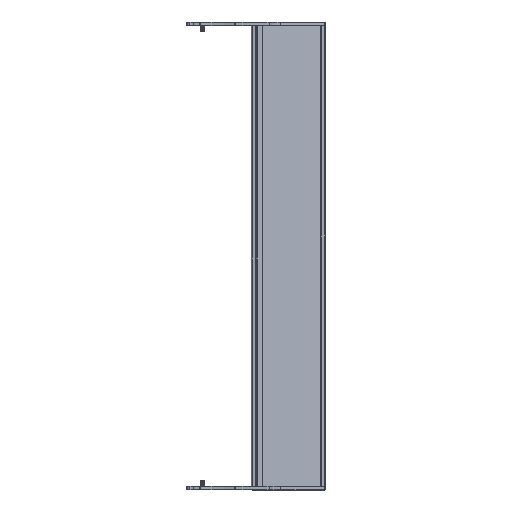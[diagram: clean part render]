
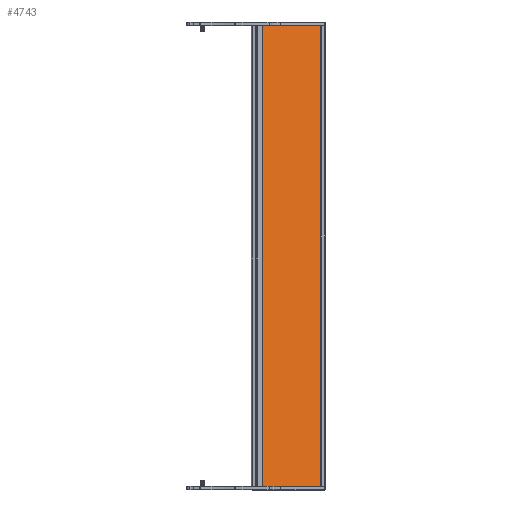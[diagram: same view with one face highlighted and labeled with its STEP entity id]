
A CAD part, top view. The second image highlights one B-rep face of the part: STEP entity #4743.
In plain terms, the highlighted planar face has unit normal (0.375, 0, 0.927).
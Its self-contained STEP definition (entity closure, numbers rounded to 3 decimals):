
#1677 = DIRECTION ( 'NONE',  ( 0., 1., 0. ) ) ;
#1816 = EDGE_CURVE ( 'NONE', #25513, #13012, #16069, .T. ) ;
#4733 = CARTESIAN_POINT ( 'NONE',  ( 59.467, -200., 15.569 ) ) ;
#4743 = ADVANCED_FACE ( 'NONE', ( #9763 ), #5404, .F. ) ;
#5013 = LINE ( 'NONE', #13085, #6734 ) ;
#5404 = PLANE ( 'NONE',  #13833 ) ;
#5670 = ORIENTED_EDGE ( 'NONE', *, *, #1816, .T. ) ;
#5797 = DIRECTION ( 'NONE',  ( 0.927, 0., -0.375 ) ) ;
#6500 = DIRECTION ( 'NONE',  ( 0., 1., 0. ) ) ;
#6734 = VECTOR ( 'NONE', #21186, 1000. ) ;
#8804 = VECTOR ( 'NONE', #6500, 1000. ) ;
#9486 = DIRECTION ( 'NONE',  ( -0.375, 0., -0.927 ) ) ;
#9763 = FACE_OUTER_BOUND ( 'NONE', #24497, .T. ) ;
#10490 = VERTEX_POINT ( 'NONE', #11534 ) ;
#10618 = CARTESIAN_POINT ( 'NONE',  ( 9.121, 200., 35.91 ) ) ;
#10860 = EDGE_CURVE ( 'NONE', #25513, #10490, #5013, .T. ) ;
#11534 = CARTESIAN_POINT ( 'NONE',  ( 9.121, -200., 35.91 ) ) ;
#11739 = CARTESIAN_POINT ( 'NONE',  ( 9.121, -200., 35.91 ) ) ;
#11792 = VERTEX_POINT ( 'NONE', #10618 ) ;
#12383 = CARTESIAN_POINT ( 'NONE',  ( 9.121, 200., 35.91 ) ) ;
#13012 = VERTEX_POINT ( 'NONE', #20607 ) ;
#13085 = CARTESIAN_POINT ( 'NONE',  ( 9.121, -200., 35.91 ) ) ;
#13833 = AXIS2_PLACEMENT_3D ( 'NONE', #15607, #9486, #5797 ) ;
#14190 = CARTESIAN_POINT ( 'NONE',  ( 59.467, -200., 15.569 ) ) ;
#15056 = ORIENTED_EDGE ( 'NONE', *, *, #10860, .F. ) ;
#15607 = CARTESIAN_POINT ( 'NONE',  ( 9.121, -200., 35.91 ) ) ;
#16069 = LINE ( 'NONE', #14190, #8804 ) ;
#16854 = EDGE_CURVE ( 'NONE', #10490, #11792, #22110, .T. ) ;
#20607 = CARTESIAN_POINT ( 'NONE',  ( 59.467, 200., 15.569 ) ) ;
#21186 = DIRECTION ( 'NONE',  ( -0.927, 0., 0.375 ) ) ;
#21987 = VECTOR ( 'NONE', #1677, 1000. ) ;
#22110 = LINE ( 'NONE', #11739, #21987 ) ;
#22293 = ORIENTED_EDGE ( 'NONE', *, *, #25779, .T. ) ;
#22608 = LINE ( 'NONE', #12383, #25397 ) ;
#24497 = EDGE_LOOP ( 'NONE', ( #22293, #25026, #15056, #5670 ) ) ;
#24610 = DIRECTION ( 'NONE',  ( -0.927, 0., 0.375 ) ) ;
#25026 = ORIENTED_EDGE ( 'NONE', *, *, #16854, .F. ) ;
#25397 = VECTOR ( 'NONE', #24610, 1000. ) ;
#25513 = VERTEX_POINT ( 'NONE', #4733 ) ;
#25779 = EDGE_CURVE ( 'NONE', #13012, #11792, #22608, .T. ) ;
